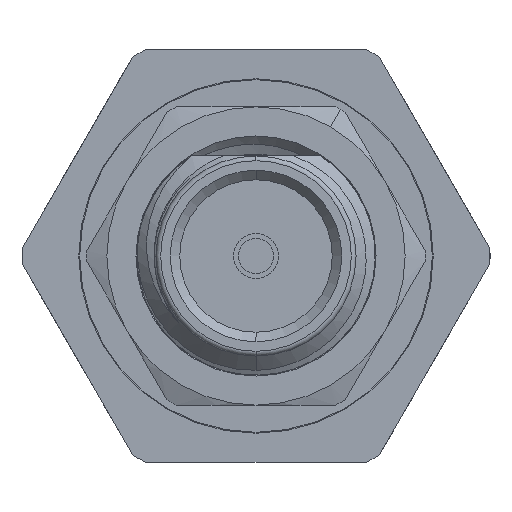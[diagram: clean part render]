
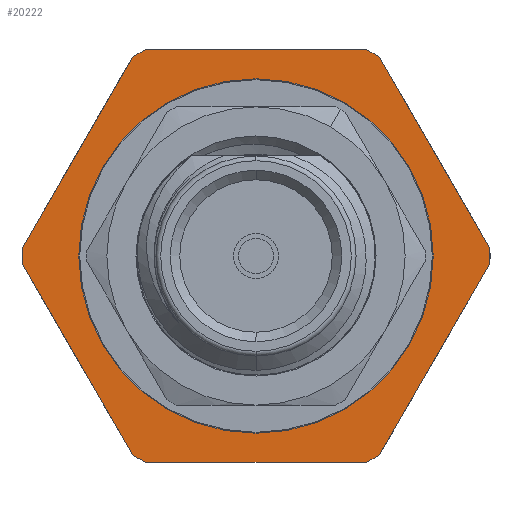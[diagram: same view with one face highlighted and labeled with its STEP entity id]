
A CAD part, left-side view. The second image highlights one B-rep face of the part: STEP entity #20222.
In plain terms, the highlighted planar face has unit normal (-1, 0, 0).
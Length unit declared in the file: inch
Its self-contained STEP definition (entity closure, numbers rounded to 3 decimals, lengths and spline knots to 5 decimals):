
#27 = DIRECTION ( 'NONE',  ( 0., 0., -1. ) ) ;
#218 = LINE ( 'NONE', #16329, #26063 ) ;
#227 = CARTESIAN_POINT ( 'NONE',  ( 0.41339, 0.21878, -0.05414 ) ) ;
#293 = VERTEX_POINT ( 'NONE', #23524 ) ;
#364 = ORIENTED_EDGE ( 'NONE', *, *, #5795, .F. ) ;
#901 = CARTESIAN_POINT ( 'NONE',  ( 0.41339, -0.11583, 0.21654 ) ) ;
#1485 = CIRCLE ( 'NONE', #4568, 0.24557 ) ;
#1581 = CIRCLE ( 'NONE', #12317, 0.24557 ) ;
#1733 = EDGE_CURVE ( 'NONE', #7558, #24312, #21990, .T. ) ;
#1765 = VERTEX_POINT ( 'NONE', #7782 ) ;
#2174 = CARTESIAN_POINT ( 'NONE',  ( 0.41339, 0.12961, 0.20858 ) ) ;
#2210 = VECTOR ( 'NONE', #5279, 39.37008 ) ;
#2217 = EDGE_LOOP ( 'NONE', ( #5302, #14329, #14159, #24182, #364, #20173, #6229, #2759, #22618, #2492, #7311, #20224 ) ) ;
#2261 = CARTESIAN_POINT ( 'NONE',  ( 0.41339, 0., 0. ) ) ;
#2492 = ORIENTED_EDGE ( 'NONE', *, *, #19447, .F. ) ;
#2709 = VERTEX_POINT ( 'NONE', #20717 ) ;
#2759 = ORIENTED_EDGE ( 'NONE', *, *, #19488, .F. ) ;
#2822 = FACE_BOUND ( 'NONE', #12756, .T. ) ;
#2846 = VERTEX_POINT ( 'NONE', #26461 ) ;
#3129 = EDGE_CURVE ( 'NONE', #2846, #25689, #1485, .T. ) ;
#3700 = DIRECTION ( 'NONE',  ( 1., 0., 0. ) ) ;
#3953 = AXIS2_PLACEMENT_3D ( 'NONE', #21698, #9489, #23742 ) ;
#4157 = VECTOR ( 'NONE', #25502, 39.37008 ) ;
#4176 = VERTEX_POINT ( 'NONE', #2174 ) ;
#4259 = VECTOR ( 'NONE', #23400, 39.37008 ) ;
#4395 = CARTESIAN_POINT ( 'NONE',  ( 0.41339, 0., 0. ) ) ;
#4465 = VERTEX_POINT ( 'NONE', #16018 ) ;
#4568 = AXIS2_PLACEMENT_3D ( 'NONE', #2261, #10431, #27 ) ;
#4977 = VERTEX_POINT ( 'NONE', #24401 ) ;
#5067 = VERTEX_POINT ( 'NONE', #901 ) ;
#5279 = DIRECTION ( 'NONE',  ( 0., -0.5, 0.866 ) ) ;
#5302 = ORIENTED_EDGE ( 'NONE', *, *, #25521, .F. ) ;
#5726 = AXIS2_PLACEMENT_3D ( 'NONE', #13078, #11176, #9140 ) ;
#5795 = EDGE_CURVE ( 'NONE', #1765, #4977, #22726, .T. ) ;
#6028 = AXIS2_PLACEMENT_3D ( 'NONE', #12543, #18833, #20990 ) ;
#6068 = FACE_OUTER_BOUND ( 'NONE', #2217, .T. ) ;
#6229 = ORIENTED_EDGE ( 'NONE', *, *, #22581, .F. ) ;
#6430 = DIRECTION ( 'NONE',  ( 0., 0.5, -0.866 ) ) ;
#7119 = EDGE_CURVE ( 'NONE', #2709, #7558, #11456, .T. ) ;
#7222 = CARTESIAN_POINT ( 'NONE',  ( 0.41339, 0.125, -0.21654 ) ) ;
#7311 = ORIENTED_EDGE ( 'NONE', *, *, #3129, .F. ) ;
#7485 = DIRECTION ( 'NONE',  ( 0., 0., -1. ) ) ;
#7558 = VERTEX_POINT ( 'NONE', #24887 ) ;
#7782 = CARTESIAN_POINT ( 'NONE',  ( 0.41339, -0.24544, 0.00795 ) ) ;
#8195 = DIRECTION ( 'NONE',  ( 0., 0., 1. ) ) ;
#8236 = VERTEX_POINT ( 'NONE', #14165 ) ;
#8333 = LINE ( 'NONE', #13497, #2210 ) ;
#9031 = EDGE_CURVE ( 'NONE', #293, #1765, #17645, .T. ) ;
#9140 = DIRECTION ( 'NONE',  ( 0., 0., 1. ) ) ;
#9489 = DIRECTION ( 'NONE',  ( 1., 0., 0. ) ) ;
#10271 = CARTESIAN_POINT ( 'NONE',  ( 0.41339, 0.11583, -0.21654 ) ) ;
#10431 = DIRECTION ( 'NONE',  ( 1., 0., 0. ) ) ;
#10549 = EDGE_CURVE ( 'NONE', #25796, #4465, #19541, .T. ) ;
#11176 = DIRECTION ( 'NONE',  ( -1., 0., 0. ) ) ;
#11213 = VECTOR ( 'NONE', #18690, 39.37008 ) ;
#11330 = DIRECTION ( 'NONE',  ( 0., 1., 0. ) ) ;
#11456 = CIRCLE ( 'NONE', #3953, 0.24557 ) ;
#11822 = AXIS2_PLACEMENT_3D ( 'NONE', #24090, #21859, #7485 ) ;
#11825 = DIRECTION ( 'NONE',  ( 0., 0., -1. ) ) ;
#12199 = CARTESIAN_POINT ( 'NONE',  ( 0.41339, 0., 0. ) ) ;
#12317 = AXIS2_PLACEMENT_3D ( 'NONE', #26284, #20340, #26370 ) ;
#12543 = CARTESIAN_POINT ( 'NONE',  ( 0.41339, 0., 0. ) ) ;
#12756 = EDGE_LOOP ( 'NONE', ( #17132, #19062 ) ) ;
#13078 = CARTESIAN_POINT ( 'NONE',  ( 0.41339, 0., 0. ) ) ;
#13497 = CARTESIAN_POINT ( 'NONE',  ( 0.41339, 0.21878, 0.05414 ) ) ;
#13655 = AXIS2_PLACEMENT_3D ( 'NONE', #12199, #26421, #8195 ) ;
#13978 = CARTESIAN_POINT ( 'NONE',  ( 0.41339, 0.125, 0. ) ) ;
#14159 = ORIENTED_EDGE ( 'NONE', *, *, #7119, .F. ) ;
#14165 = CARTESIAN_POINT ( 'NONE',  ( 0.41339, 0.11583, 0.21654 ) ) ;
#14329 = ORIENTED_EDGE ( 'NONE', *, *, #1733, .F. ) ;
#14663 = DIRECTION ( 'NONE',  ( 0., 0., -1. ) ) ;
#14935 = EDGE_CURVE ( 'NONE', #25074, #2846, #19173, .T. ) ;
#15937 = PLANE ( 'NONE',  #17402 ) ;
#16018 = CARTESIAN_POINT ( 'NONE',  ( 0.41339, 0., -0.186 ) ) ;
#16329 = CARTESIAN_POINT ( 'NONE',  ( 0.41339, -0.15628, -0.16239 ) ) ;
#16575 = VECTOR ( 'NONE', #11330, 39.37008 ) ;
#17132 = ORIENTED_EDGE ( 'NONE', *, *, #10549, .F. ) ;
#17402 = AXIS2_PLACEMENT_3D ( 'NONE', #13978, #3700, #11825 ) ;
#17645 = LINE ( 'NONE', #21614, #4259 ) ;
#18185 = CARTESIAN_POINT ( 'NONE',  ( 0.41339, 0.12961, -0.20858 ) ) ;
#18358 = CARTESIAN_POINT ( 'NONE',  ( 0.41339, 0., 0.186 ) ) ;
#18690 = DIRECTION ( 'NONE',  ( 0., 0.5, 0.866 ) ) ;
#18833 = DIRECTION ( 'NONE',  ( 1., 0., 0. ) ) ;
#19058 = CIRCLE ( 'NONE', #11822, 0.24557 ) ;
#19062 = ORIENTED_EDGE ( 'NONE', *, *, #20856, .F. ) ;
#19173 = LINE ( 'NONE', #227, #11213 ) ;
#19447 = EDGE_CURVE ( 'NONE', #25689, #4176, #8333, .T. ) ;
#19488 = EDGE_CURVE ( 'NONE', #8236, #5067, #22026, .T. ) ;
#19541 = CIRCLE ( 'NONE', #5726, 0.186 ) ;
#19876 = EDGE_CURVE ( 'NONE', #8236, #4176, #1581, .T. ) ;
#20173 = ORIENTED_EDGE ( 'NONE', *, *, #9031, .F. ) ;
#20222 = ADVANCED_FACE ( 'NONE', ( #2822, #6068 ), #15937, .F. ) ;
#20224 = ORIENTED_EDGE ( 'NONE', *, *, #14935, .F. ) ;
#20340 = DIRECTION ( 'NONE',  ( -1., 0., 0. ) ) ;
#20415 = CIRCLE ( 'NONE', #13655, 0.186 ) ;
#20717 = CARTESIAN_POINT ( 'NONE',  ( 0.41339, -0.12961, -0.20858 ) ) ;
#20725 = DIRECTION ( 'NONE',  ( 1., 0., 0. ) ) ;
#20856 = EDGE_CURVE ( 'NONE', #4465, #25796, #20415, .T. ) ;
#20990 = DIRECTION ( 'NONE',  ( 0., 0., -1. ) ) ;
#21614 = CARTESIAN_POINT ( 'NONE',  ( 0.41339, -0.15628, 0.16239 ) ) ;
#21698 = CARTESIAN_POINT ( 'NONE',  ( 0.41339, 0., 0. ) ) ;
#21859 = DIRECTION ( 'NONE',  ( 1., 0., 0. ) ) ;
#21990 = LINE ( 'NONE', #7222, #16575 ) ;
#22026 = LINE ( 'NONE', #23460, #4157 ) ;
#22581 = EDGE_CURVE ( 'NONE', #5067, #293, #25151, .T. ) ;
#22618 = ORIENTED_EDGE ( 'NONE', *, *, #19876, .T. ) ;
#22726 = CIRCLE ( 'NONE', #22912, 0.24557 ) ;
#22912 = AXIS2_PLACEMENT_3D ( 'NONE', #4395, #20725, #14663 ) ;
#23400 = DIRECTION ( 'NONE',  ( 0., -0.5, -0.866 ) ) ;
#23460 = CARTESIAN_POINT ( 'NONE',  ( 0.41339, 0.125, 0.21654 ) ) ;
#23524 = CARTESIAN_POINT ( 'NONE',  ( 0.41339, -0.12961, 0.20858 ) ) ;
#23725 = CARTESIAN_POINT ( 'NONE',  ( 0.41339, 0.24544, 0.00795 ) ) ;
#23742 = DIRECTION ( 'NONE',  ( 0., 0., -1. ) ) ;
#24090 = CARTESIAN_POINT ( 'NONE',  ( 0.41339, 0., 0. ) ) ;
#24182 = ORIENTED_EDGE ( 'NONE', *, *, #25249, .F. ) ;
#24312 = VERTEX_POINT ( 'NONE', #10271 ) ;
#24401 = CARTESIAN_POINT ( 'NONE',  ( 0.41339, -0.24544, -0.00795 ) ) ;
#24887 = CARTESIAN_POINT ( 'NONE',  ( 0.41339, -0.11583, -0.21654 ) ) ;
#25074 = VERTEX_POINT ( 'NONE', #18185 ) ;
#25151 = CIRCLE ( 'NONE', #6028, 0.24557 ) ;
#25249 = EDGE_CURVE ( 'NONE', #4977, #2709, #218, .T. ) ;
#25502 = DIRECTION ( 'NONE',  ( 0., -1., 0. ) ) ;
#25521 = EDGE_CURVE ( 'NONE', #24312, #25074, #19058, .T. ) ;
#25689 = VERTEX_POINT ( 'NONE', #23725 ) ;
#25796 = VERTEX_POINT ( 'NONE', #18358 ) ;
#26063 = VECTOR ( 'NONE', #6430, 39.37008 ) ;
#26284 = CARTESIAN_POINT ( 'NONE',  ( 0.41339, 0., 0. ) ) ;
#26370 = DIRECTION ( 'NONE',  ( 0., 0., 1. ) ) ;
#26421 = DIRECTION ( 'NONE',  ( -1., 0., 0. ) ) ;
#26461 = CARTESIAN_POINT ( 'NONE',  ( 0.41339, 0.24544, -0.00795 ) ) ;
